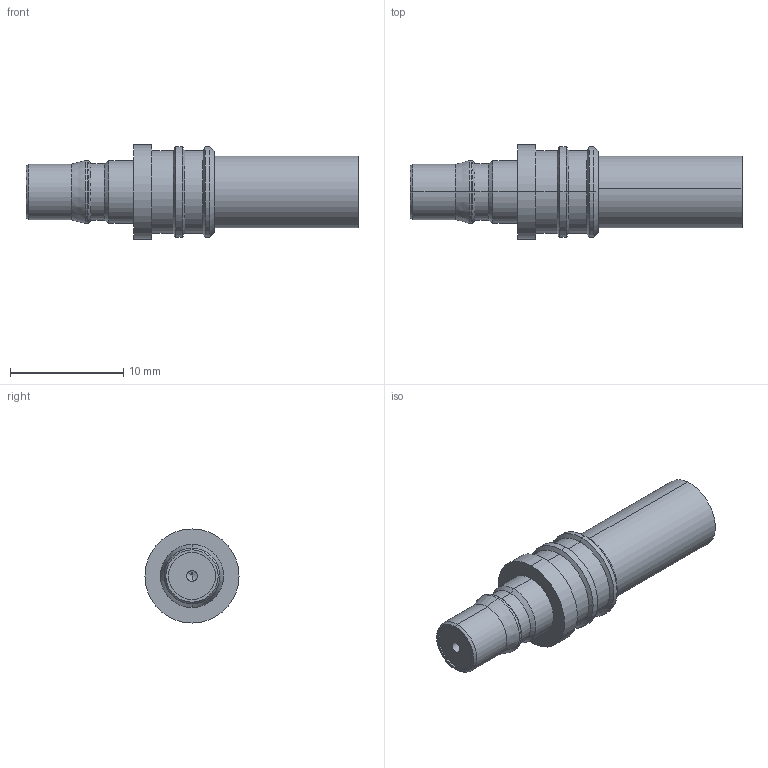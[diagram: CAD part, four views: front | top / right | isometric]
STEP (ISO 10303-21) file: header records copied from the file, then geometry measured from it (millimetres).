
FILE_DESCRIPTION (( 'STEP AP214' ), '1' );
FILE_NAME ('3190-6384(EZ-195-QF-X£©.STEP', '2020-08-17T02:41:34', ( '' ), ( '' ), 'SwSTEP 2.0', 'SolidWorks 2017', '' );
FILE_SCHEMA (( 'AUTOMOTIVE_DESIGN' ));
Length unit declared in the file: millimetre
Products named in the file (1): 3190-6384(EZ-195-QF-X）
Bounding box: 29.3 x 8.3 x 8.3 mm (x, y, z)
Volume: 714.4 mm3; surface area: 1155.2 mm2
Topology: 1 solids, 1 shells, 67 faces, 138 edges, 79 vertices
Faces by surface type: cylinder 32, cone 24, plane 9, bspline 2
Entity records: 2532 total; most frequent: DIRECTION 348, CARTESIAN_POINT 313, ORIENTED_EDGE 272, AXIS2_PLACEMENT_3D 146, EDGE_CURVE 136, CIRCLE 80, VERTEX_POINT 79, EDGE_LOOP 75
